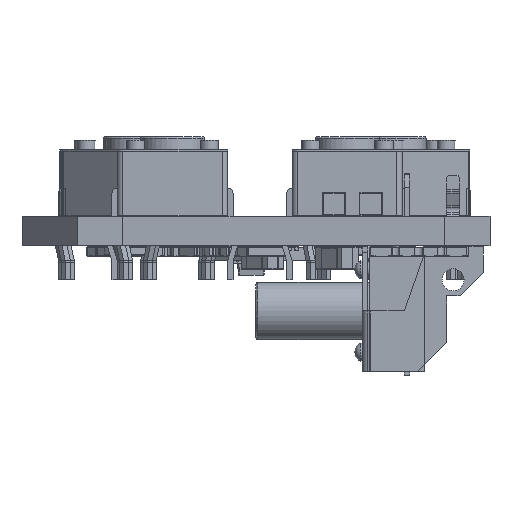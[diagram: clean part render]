
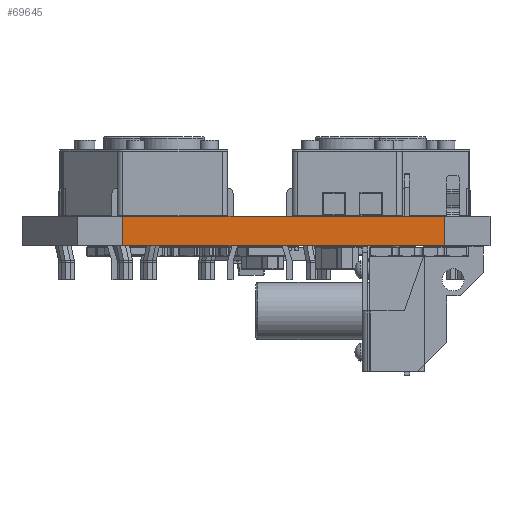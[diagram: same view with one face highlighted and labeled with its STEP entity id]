
A CAD part, front view. The second image highlights one B-rep face of the part: STEP entity #69645.
In plain terms, the highlighted planar face has unit normal (0, -1, 0).
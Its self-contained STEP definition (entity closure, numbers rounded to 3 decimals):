
#58482 = PLANE('',#58483);
#58483 = AXIS2_PLACEMENT_3D('',#58484,#58485,#58486);
#58484 = CARTESIAN_POINT('',(118.52,-97.848,1.6));
#58485 = DIRECTION('',(-0.,-0.,-1.));
#58486 = DIRECTION('',(-1.,0.,0.));
#58536 = PLANE('',#58537);
#58537 = AXIS2_PLACEMENT_3D('',#58538,#58539,#58540);
#58538 = CARTESIAN_POINT('',(118.52,-97.848,0.));
#58539 = DIRECTION('',(-0.,-0.,-1.));
#58540 = DIRECTION('',(-1.,0.,0.));
#58667 = PLANE('',#58668);
#58668 = AXIS2_PLACEMENT_3D('',#58669,#58670,#58671);
#58669 = CARTESIAN_POINT('',(127.5,-175.,0.));
#58670 = DIRECTION('',(1.,0.,-0.));
#58671 = DIRECTION('',(0.,-1.,0.));
#58706 = VERTEX_POINT('',#58707);
#58707 = CARTESIAN_POINT('',(127.5,-177.5,0.));
#58728 = EDGE_CURVE('',#58706,#58729,#58731,.T.);
#58729 = VERTEX_POINT('',#58730);
#58730 = CARTESIAN_POINT('',(110.,-177.5,0.));
#58731 = SURFACE_CURVE('',#58732,(#58736,#58743),.PCURVE_S1.);
#58732 = LINE('',#58733,#58734);
#58733 = CARTESIAN_POINT('',(127.5,-177.5,0.));
#58734 = VECTOR('',#58735,1.);
#58735 = DIRECTION('',(-1.,0.,0.));
#58736 = PCURVE('',#58536,#58737);
#58737 = DEFINITIONAL_REPRESENTATION('',(#58738),#58742);
#58738 = LINE('',#58739,#58740);
#58739 = CARTESIAN_POINT('',(-8.98,-79.652));
#58740 = VECTOR('',#58741,1.);
#58741 = DIRECTION('',(1.,0.));
#58742 = ( GEOMETRIC_REPRESENTATION_CONTEXT(2) 
PARAMETRIC_REPRESENTATION_CONTEXT() REPRESENTATION_CONTEXT('2D SPACE',''
  ) );
#58743 = PCURVE('',#58744,#58749);
#58744 = PLANE('',#58745);
#58745 = AXIS2_PLACEMENT_3D('',#58746,#58747,#58748);
#58746 = CARTESIAN_POINT('',(127.5,-177.5,0.));
#58747 = DIRECTION('',(0.,-1.,0.));
#58748 = DIRECTION('',(-1.,0.,0.));
#58749 = DEFINITIONAL_REPRESENTATION('',(#58750),#58754);
#58750 = LINE('',#58751,#58752);
#58751 = CARTESIAN_POINT('',(0.,-0.));
#58752 = VECTOR('',#58753,1.);
#58753 = DIRECTION('',(1.,0.));
#58754 = ( GEOMETRIC_REPRESENTATION_CONTEXT(2) 
PARAMETRIC_REPRESENTATION_CONTEXT() REPRESENTATION_CONTEXT('2D SPACE',''
  ) );
#58772 = PLANE('',#58773);
#58773 = AXIS2_PLACEMENT_3D('',#58774,#58775,#58776);
#58774 = CARTESIAN_POINT('',(110.,-177.5,0.));
#58775 = DIRECTION('',(-1.,0.,0.));
#58776 = DIRECTION('',(0.,1.,0.));
#64571 = VERTEX_POINT('',#64572);
#64572 = CARTESIAN_POINT('',(127.5,-177.5,1.6));
#64593 = EDGE_CURVE('',#64571,#64594,#64596,.T.);
#64594 = VERTEX_POINT('',#64595);
#64595 = CARTESIAN_POINT('',(110.,-177.5,1.6));
#64596 = SURFACE_CURVE('',#64597,(#64601,#64608),.PCURVE_S1.);
#64597 = LINE('',#64598,#64599);
#64598 = CARTESIAN_POINT('',(127.5,-177.5,1.6));
#64599 = VECTOR('',#64600,1.);
#64600 = DIRECTION('',(-1.,0.,0.));
#64601 = PCURVE('',#58482,#64602);
#64602 = DEFINITIONAL_REPRESENTATION('',(#64603),#64607);
#64603 = LINE('',#64604,#64605);
#64604 = CARTESIAN_POINT('',(-8.98,-79.652));
#64605 = VECTOR('',#64606,1.);
#64606 = DIRECTION('',(1.,0.));
#64607 = ( GEOMETRIC_REPRESENTATION_CONTEXT(2) 
PARAMETRIC_REPRESENTATION_CONTEXT() REPRESENTATION_CONTEXT('2D SPACE',''
  ) );
#64608 = PCURVE('',#58744,#64609);
#64609 = DEFINITIONAL_REPRESENTATION('',(#64610),#64614);
#64610 = LINE('',#64611,#64612);
#64611 = CARTESIAN_POINT('',(0.,-1.6));
#64612 = VECTOR('',#64613,1.);
#64613 = DIRECTION('',(1.,0.));
#64614 = ( GEOMETRIC_REPRESENTATION_CONTEXT(2) 
PARAMETRIC_REPRESENTATION_CONTEXT() REPRESENTATION_CONTEXT('2D SPACE',''
  ) );
#69597 = EDGE_CURVE('',#58706,#64571,#69598,.T.);
#69598 = SURFACE_CURVE('',#69599,(#69603,#69610),.PCURVE_S1.);
#69599 = LINE('',#69600,#69601);
#69600 = CARTESIAN_POINT('',(127.5,-177.5,0.));
#69601 = VECTOR('',#69602,1.);
#69602 = DIRECTION('',(0.,0.,1.));
#69603 = PCURVE('',#58667,#69604);
#69604 = DEFINITIONAL_REPRESENTATION('',(#69605),#69609);
#69605 = LINE('',#69606,#69607);
#69606 = CARTESIAN_POINT('',(2.5,0.));
#69607 = VECTOR('',#69608,1.);
#69608 = DIRECTION('',(0.,-1.));
#69609 = ( GEOMETRIC_REPRESENTATION_CONTEXT(2) 
PARAMETRIC_REPRESENTATION_CONTEXT() REPRESENTATION_CONTEXT('2D SPACE',''
  ) );
#69610 = PCURVE('',#58744,#69611);
#69611 = DEFINITIONAL_REPRESENTATION('',(#69612),#69616);
#69612 = LINE('',#69613,#69614);
#69613 = CARTESIAN_POINT('',(0.,-0.));
#69614 = VECTOR('',#69615,1.);
#69615 = DIRECTION('',(0.,-1.));
#69616 = ( GEOMETRIC_REPRESENTATION_CONTEXT(2) 
PARAMETRIC_REPRESENTATION_CONTEXT() REPRESENTATION_CONTEXT('2D SPACE',''
  ) );
#69645 = ADVANCED_FACE('',(#69646),#58744,.T.);
#69646 = FACE_BOUND('',#69647,.T.);
#69647 = EDGE_LOOP('',(#69648,#69649,#69650,#69671));
#69648 = ORIENTED_EDGE('',*,*,#69597,.T.);
#69649 = ORIENTED_EDGE('',*,*,#64593,.T.);
#69650 = ORIENTED_EDGE('',*,*,#69651,.F.);
#69651 = EDGE_CURVE('',#58729,#64594,#69652,.T.);
#69652 = SURFACE_CURVE('',#69653,(#69657,#69664),.PCURVE_S1.);
#69653 = LINE('',#69654,#69655);
#69654 = CARTESIAN_POINT('',(110.,-177.5,0.));
#69655 = VECTOR('',#69656,1.);
#69656 = DIRECTION('',(0.,0.,1.));
#69657 = PCURVE('',#58744,#69658);
#69658 = DEFINITIONAL_REPRESENTATION('',(#69659),#69663);
#69659 = LINE('',#69660,#69661);
#69660 = CARTESIAN_POINT('',(17.5,0.));
#69661 = VECTOR('',#69662,1.);
#69662 = DIRECTION('',(0.,-1.));
#69663 = ( GEOMETRIC_REPRESENTATION_CONTEXT(2) 
PARAMETRIC_REPRESENTATION_CONTEXT() REPRESENTATION_CONTEXT('2D SPACE',''
  ) );
#69664 = PCURVE('',#58772,#69665);
#69665 = DEFINITIONAL_REPRESENTATION('',(#69666),#69670);
#69666 = LINE('',#69667,#69668);
#69667 = CARTESIAN_POINT('',(0.,0.));
#69668 = VECTOR('',#69669,1.);
#69669 = DIRECTION('',(0.,-1.));
#69670 = ( GEOMETRIC_REPRESENTATION_CONTEXT(2) 
PARAMETRIC_REPRESENTATION_CONTEXT() REPRESENTATION_CONTEXT('2D SPACE',''
  ) );
#69671 = ORIENTED_EDGE('',*,*,#58728,.F.);
